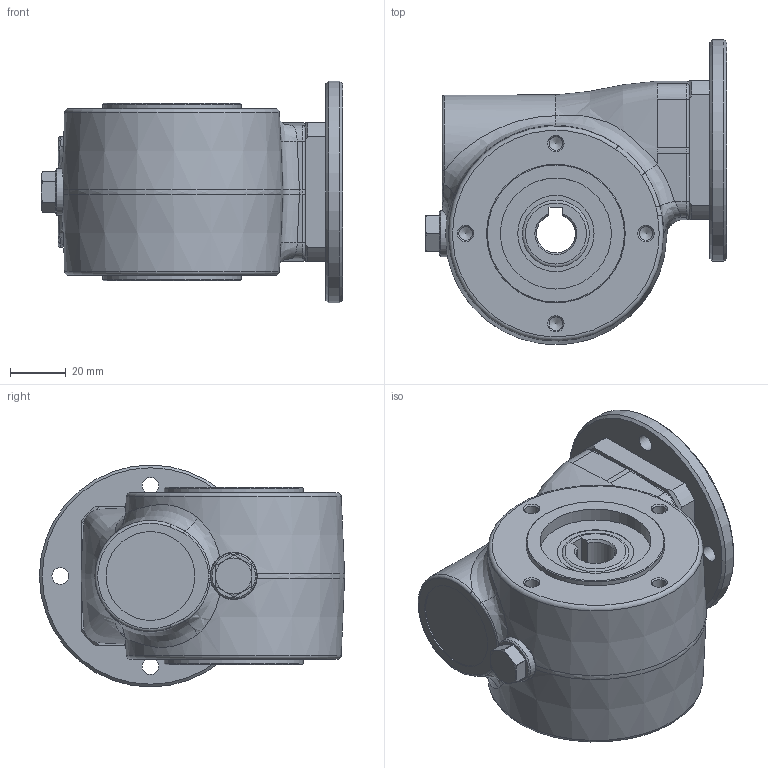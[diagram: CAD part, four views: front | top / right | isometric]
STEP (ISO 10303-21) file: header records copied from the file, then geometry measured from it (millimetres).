
FILE_DESCRIPTION(/* description */ ('Unknown'),/* implementation_level */ '2;1');
FILE_NAME(/* name */ '_P_N30_UNI_N_xxx_0_MA_I_N_N_-O_B3_-A_',/* time_stamp */ '2025-09-10T11:43:47+02:00',/* author */ ('Unknown'),/* organization */ ('Unknown'),/* preprocessor_version */ 'ST-DEVELOPER v18.104',/* originating_system */ 'Solid Edge',/* authorisation */ 'Unknown');
FILE_SCHEMA (('AUTOMOTIVE_DESIGN {1 0 10303 214 3 1 1}'));
Length unit declared in the file: millimetre
Products named in the file (4): _P_N30_UNI_N_xxx_0_MA_I_N_N_-O_B3_-A_; _B_N30_UNI_N_xxx_0_MA_; 0305090P; I304046
Assembly tree (3 placements, depth 2):
  _P_N30_UNI_N_xxx_0_MA_I_N_N_-O_B3_-A_
    _B_N30_UNI_N_xxx_0_MA_
    0305090P
    I304046
Bounding box: 108.5 x 109.96 x 80 mm (x, y, z)
Volume: 387394.5 mm3; surface area: 56670.4 mm2
Topology: 3 solids, 3 shells, 273 faces, 679 edges, 441 vertices
Faces by surface type: plane 102, cylinder 80, cone 52, bspline 25, torus 14
Full cylindrical faces by diameter (mm): 4.917 x12, 6 x4, 6.5 x4, 10 x4, 11 x4, 12 x1, 16.662 x1, 17 x2, 20 x2, 27.5 x2, 30 x1, 32 x1, 37 x2, 40 x1, 47 x1, 50 x2, 80 x1
Entity records: 11621 total; most frequent: CARTESIAN_POINT 4632, DIRECTION 1154, ORIENTED_EDGE 1074, EDGE_CURVE 537, AXIS2_PLACEMENT_3D 479, FACE_BOUND 409, EDGE_LOOP 397, VERTEX_POINT 392
